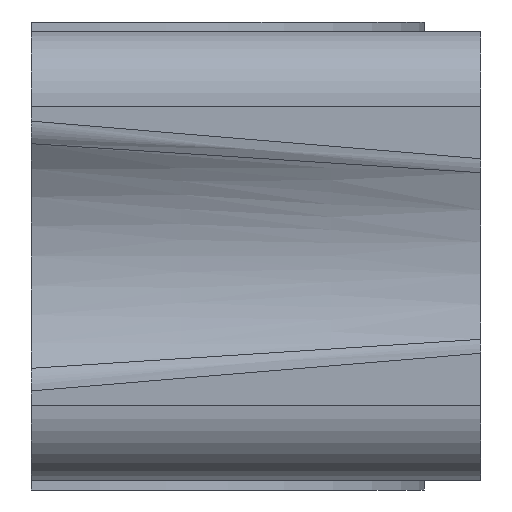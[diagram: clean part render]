
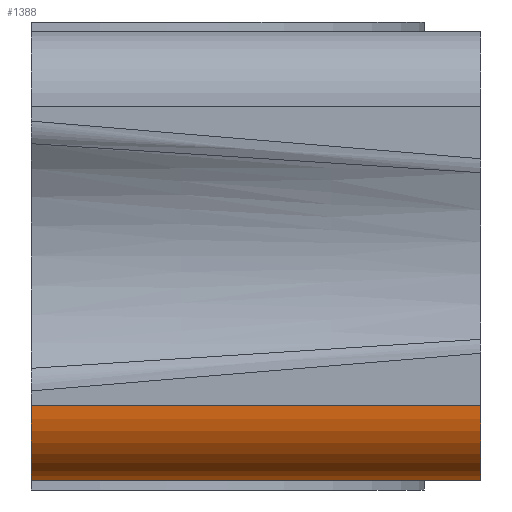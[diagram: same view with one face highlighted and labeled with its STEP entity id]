
A CAD part, left-side view. The second image highlights one B-rep face of the part: STEP entity #1388.
In plain terms, the highlighted cylindrical face has radius 20 mm (diameter 40 mm), a partial arc.
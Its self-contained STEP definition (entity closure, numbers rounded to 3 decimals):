
#61 = CARTESIAN_POINT ( 'NONE',  ( -105., 120., -40. ) ) ;
#132 = VERTEX_POINT ( 'NONE', #1681 ) ;
#143 = LINE ( 'NONE', #962, #652 ) ;
#193 = DIRECTION ( 'NONE',  ( 0., 1., 0. ) ) ;
#202 = EDGE_CURVE ( 'NONE', #463, #319, #2289, .T. ) ;
#229 = CARTESIAN_POINT ( 'NONE',  ( -125., 120., -40. ) ) ;
#319 = VERTEX_POINT ( 'NONE', #401 ) ;
#324 = DIRECTION ( 'NONE',  ( 0., -1., 0. ) ) ;
#336 = DIRECTION ( 'NONE',  ( 0., -1., 0. ) ) ;
#401 = CARTESIAN_POINT ( 'NONE',  ( -125., 0., -40. ) ) ;
#463 = VERTEX_POINT ( 'NONE', #229 ) ;
#470 = DIRECTION ( 'NONE',  ( 0., 0., -1. ) ) ;
#545 = ORIENTED_EDGE ( 'NONE', *, *, #930, .F. ) ;
#550 = DIRECTION ( 'NONE',  ( 0., 1., 0. ) ) ;
#585 = FACE_OUTER_BOUND ( 'NONE', #1500, .T. ) ;
#652 = VECTOR ( 'NONE', #1251, 1000. ) ;
#748 = CIRCLE ( 'NONE', #2009, 20. ) ;
#883 = DIRECTION ( 'NONE',  ( 0., 0., -1. ) ) ;
#930 = EDGE_CURVE ( 'NONE', #956, #463, #1018, .T. ) ;
#956 = VERTEX_POINT ( 'NONE', #1844 ) ;
#962 = CARTESIAN_POINT ( 'NONE',  ( -105., 120., -60. ) ) ;
#973 = DIRECTION ( 'NONE',  ( 0., 0., -1. ) ) ;
#1002 = AXIS2_PLACEMENT_3D ( 'NONE', #61, #324, #470 ) ;
#1018 = CIRCLE ( 'NONE', #1088, 20. ) ;
#1073 = CARTESIAN_POINT ( 'NONE',  ( -105., 120., -40. ) ) ;
#1088 = AXIS2_PLACEMENT_3D ( 'NONE', #1073, #193, #973 ) ;
#1251 = DIRECTION ( 'NONE',  ( 0., -1., 0. ) ) ;
#1310 = VECTOR ( 'NONE', #336, 1000. ) ;
#1316 = ORIENTED_EDGE ( 'NONE', *, *, #2087, .T. ) ;
#1388 = ADVANCED_FACE ( 'NONE', ( #585 ), #1708, .T. ) ;
#1470 = CARTESIAN_POINT ( 'NONE',  ( -105., 0., -40. ) ) ;
#1500 = EDGE_LOOP ( 'NONE', ( #1316, #2227, #545, #1504 ) ) ;
#1504 = ORIENTED_EDGE ( 'NONE', *, *, #2058, .T. ) ;
#1681 = CARTESIAN_POINT ( 'NONE',  ( -105., 0., -60. ) ) ;
#1708 = CYLINDRICAL_SURFACE ( 'NONE', #1002, 20. ) ;
#1844 = CARTESIAN_POINT ( 'NONE',  ( -105., 120., -60. ) ) ;
#1905 = CARTESIAN_POINT ( 'NONE',  ( -125., 120., -40. ) ) ;
#2009 = AXIS2_PLACEMENT_3D ( 'NONE', #1470, #550, #883 ) ;
#2058 = EDGE_CURVE ( 'NONE', #956, #132, #143, .T. ) ;
#2087 = EDGE_CURVE ( 'NONE', #132, #319, #748, .T. ) ;
#2227 = ORIENTED_EDGE ( 'NONE', *, *, #202, .F. ) ;
#2289 = LINE ( 'NONE', #1905, #1310 ) ;
